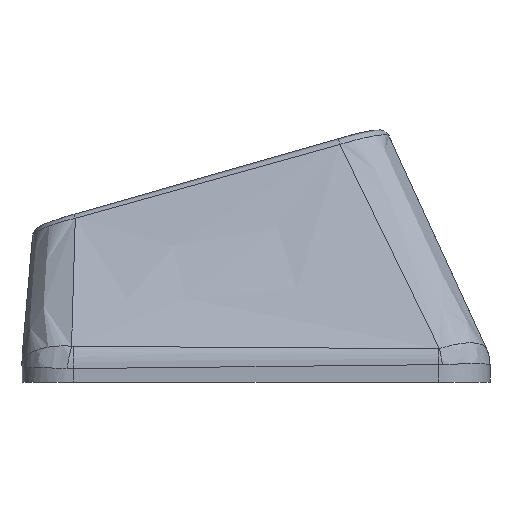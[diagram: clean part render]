
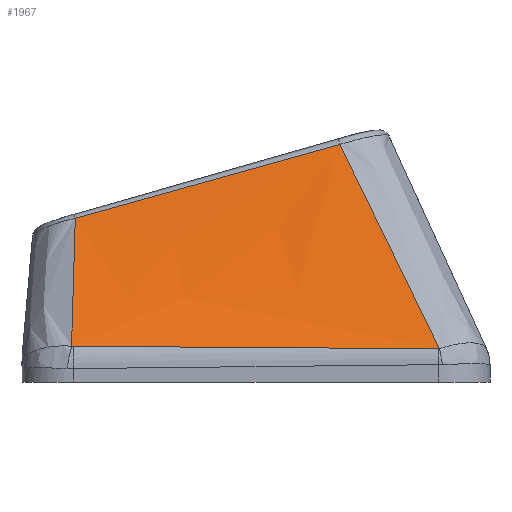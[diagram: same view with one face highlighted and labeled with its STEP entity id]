
A CAD part, left-side view. The second image highlights one B-rep face of the part: STEP entity #1967.
In plain terms, the highlighted free-form (B-spline) face has degree [3, 3] with [4, 4] control points.
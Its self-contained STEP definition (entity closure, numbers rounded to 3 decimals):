
#63=B_SPLINE_SURFACE_WITH_KNOTS('',3,3,((#4525,#4526,#4527,#4528),(#4529,
#4530,#4531,#4532),(#4533,#4534,#4535,#4536),(#4537,#4538,#4539,#4540)),
 .UNSPECIFIED.,.F.,.F.,.F.,(4,4),(4,4),(0.101,0.894),
(0.029,0.966),.UNSPECIFIED.);
#193=B_SPLINE_CURVE_WITH_KNOTS('',3,(#4045,#4046,#4047,#4048),
 .UNSPECIFIED.,.F.,.F.,(4,4),(0.,0.004),
 .UNSPECIFIED.);
#195=B_SPLINE_CURVE_WITH_KNOTS('',3,(#4072,#4073,#4074,#4075),
 .UNSPECIFIED.,.F.,.F.,(4,4),(0.,1.416),.UNSPECIFIED.);
#197=B_SPLINE_CURVE_WITH_KNOTS('',3,(#4099,#4100,#4101,#4102),
 .UNSPECIFIED.,.F.,.F.,(4,4),(0.,0.006),
 .UNSPECIFIED.);
#219=B_SPLINE_CURVE_WITH_KNOTS('',3,(#4515,#4516,#4517,#4518),
 .UNSPECIFIED.,.F.,.F.,(4,4),(-0.632,-0.023),
 .UNSPECIFIED.);
#221=B_SPLINE_CURVE_WITH_KNOTS('',3,(#4542,#4543,#4544,#4545),
 .UNSPECIFIED.,.F.,.F.,(4,4),(0.029,0.98),
 .UNSPECIFIED.);
#222=B_SPLINE_CURVE_WITH_KNOTS('',3,(#4546,#4547,#4548,#4549),
 .UNSPECIFIED.,.F.,.F.,(4,4),(-1.066,0.),.UNSPECIFIED.);
#556=FACE_OUTER_BOUND('',#682,.T.);
#682=EDGE_LOOP('',(#1696,#1697,#1698,#1699,#1700,#1701));
#874=VERTEX_POINT('',#4004);
#878=VERTEX_POINT('',#4038);
#880=VERTEX_POINT('',#4065);
#882=VERTEX_POINT('',#4092);
#909=VERTEX_POINT('',#4514);
#910=VERTEX_POINT('',#4541);
#1136=EDGE_CURVE('',#874,#878,#193,.T.);
#1139=EDGE_CURVE('',#878,#880,#195,.T.);
#1142=EDGE_CURVE('',#880,#882,#197,.T.);
#1183=EDGE_CURVE('',#882,#909,#219,.T.);
#1185=EDGE_CURVE('',#910,#874,#221,.T.);
#1186=EDGE_CURVE('',#909,#910,#222,.T.);
#1696=ORIENTED_EDGE('',*,*,#1142,.F.);
#1697=ORIENTED_EDGE('',*,*,#1139,.F.);
#1698=ORIENTED_EDGE('',*,*,#1136,.F.);
#1699=ORIENTED_EDGE('',*,*,#1185,.F.);
#1700=ORIENTED_EDGE('',*,*,#1186,.F.);
#1701=ORIENTED_EDGE('',*,*,#1183,.F.);
#1967=ADVANCED_FACE('',(#556),#63,.T.);
#4004=CARTESIAN_POINT('',(-25.615,-7.115,0.297));
#4038=CARTESIAN_POINT('',(-25.616,-7.076,0.294));
#4045=CARTESIAN_POINT('Ctrl Pts',(-25.615,-7.115,0.297));
#4046=CARTESIAN_POINT('Ctrl Pts',(-25.616,-7.102,0.295));
#4047=CARTESIAN_POINT('Ctrl Pts',(-25.616,-7.089,0.294));
#4048=CARTESIAN_POINT('Ctrl Pts',(-25.616,-7.076,0.294));
#4065=CARTESIAN_POINT('',(-25.474,7.094,0.389));
#4072=CARTESIAN_POINT('Ctrl Pts',(-25.616,-7.076,0.294));
#4073=CARTESIAN_POINT('Ctrl Pts',(-25.589,-2.354,0.32));
#4074=CARTESIAN_POINT('Ctrl Pts',(-25.552,2.368,0.352));
#4075=CARTESIAN_POINT('Ctrl Pts',(-25.474,7.094,0.389));
#4092=CARTESIAN_POINT('',(-25.469,7.158,0.395));
#4099=CARTESIAN_POINT('Ctrl Pts',(-25.474,7.094,0.389));
#4100=CARTESIAN_POINT('Ctrl Pts',(-25.474,7.115,0.389));
#4101=CARTESIAN_POINT('Ctrl Pts',(-25.472,7.137,0.391));
#4102=CARTESIAN_POINT('Ctrl Pts',(-25.469,7.158,0.395));
#4514=CARTESIAN_POINT('',(-21.991,7.013,5.357));
#4515=CARTESIAN_POINT('Ctrl Pts',(-25.469,7.158,0.395));
#4516=CARTESIAN_POINT('Ctrl Pts',(-24.302,7.09,2.045));
#4517=CARTESIAN_POINT('Ctrl Pts',(-23.143,7.038,3.7));
#4518=CARTESIAN_POINT('Ctrl Pts',(-21.991,7.013,5.357));
#4525=CARTESIAN_POINT('Ctrl Pts',(-21.972,-3.694,8.338));
#4526=CARTESIAN_POINT('Ctrl Pts',(-23.187,-4.835,5.656));
#4527=CARTESIAN_POINT('Ctrl Pts',(-24.401,-5.976,2.975));
#4528=CARTESIAN_POINT('Ctrl Pts',(-25.616,-7.117,0.294));
#4529=CARTESIAN_POINT('Ctrl Pts',(-21.972,-0.065,
7.337));
#4530=CARTESIAN_POINT('Ctrl Pts',(-23.187,-0.83,4.977));
#4531=CARTESIAN_POINT('Ctrl Pts',(-24.401,-1.594,2.618));
#4532=CARTESIAN_POINT('Ctrl Pts',(-25.616,-2.359,0.259));
#4533=CARTESIAN_POINT('Ctrl Pts',(-21.972,3.564,6.336));
#4534=CARTESIAN_POINT('Ctrl Pts',(-23.187,3.175,4.298));
#4535=CARTESIAN_POINT('Ctrl Pts',(-24.401,2.787,2.261));
#4536=CARTESIAN_POINT('Ctrl Pts',(-25.616,2.398,0.223));
#4537=CARTESIAN_POINT('Ctrl Pts',(-21.972,7.193,5.335));
#4538=CARTESIAN_POINT('Ctrl Pts',(-23.187,7.18,3.619));
#4539=CARTESIAN_POINT('Ctrl Pts',(-24.401,7.168,1.904));
#4540=CARTESIAN_POINT('Ctrl Pts',(-25.616,7.156,0.188));
#4541=CARTESIAN_POINT('',(-21.972,-3.254,8.216));
#4542=CARTESIAN_POINT('Ctrl Pts',(-21.972,-3.254,8.216));
#4543=CARTESIAN_POINT('Ctrl Pts',(-23.204,-4.554,5.588));
#4544=CARTESIAN_POINT('Ctrl Pts',(-24.414,-5.839,2.946));
#4545=CARTESIAN_POINT('Ctrl Pts',(-25.615,-7.115,0.297));
#4546=CARTESIAN_POINT('Ctrl Pts',(-21.991,7.013,5.357));
#4547=CARTESIAN_POINT('Ctrl Pts',(-21.988,3.588,6.3));
#4548=CARTESIAN_POINT('Ctrl Pts',(-21.979,0.166,7.256));
#4549=CARTESIAN_POINT('Ctrl Pts',(-21.972,-3.254,8.216));
